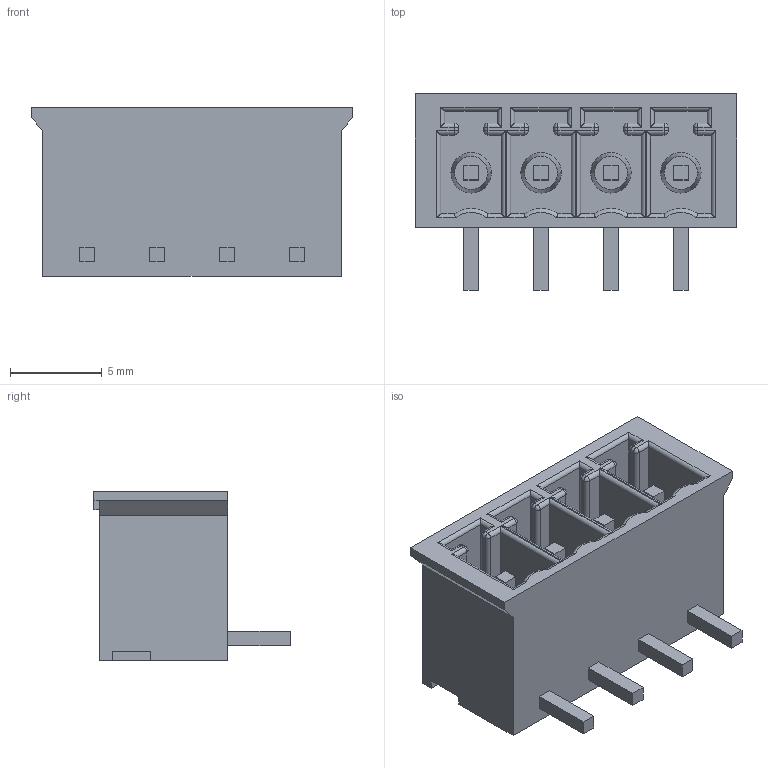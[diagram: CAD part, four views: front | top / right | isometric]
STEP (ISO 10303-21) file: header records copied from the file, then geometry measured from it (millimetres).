
FILE_DESCRIPTION((''),'2;1');
FILE_NAME('C-284513-4','2008-10-25T',('workeradm'),('Tyco Electronics Corporation'),'PRO/ENGINEER BY PARAMETRIC TECHNOLOGY CORPORATION, 2005450','PRO/ENGINEER BY PARAMETRIC TECHNOLOGY CORPORATION, 2005450','');
FILE_SCHEMA(('CONFIG_CONTROL_DESIGN', 'GEOMETRIC_VALIDATION_PROPERTIES_MIM'));
Length unit declared in the file: millimetre
Products named in the file (1): C-284513-4
Bounding box: 17.53 x 10.7 x 9.2 mm (x, y, z)
Volume: 619 mm3; surface area: 1374.9 mm2
Topology: 1 solids, 1 shells, 300 faces, 716 edges, 434 vertices
Faces by surface type: plane 156, cylinder 108, sphere 24, cone 8, torus 4
Entity records: 8957 total; most frequent: CARTESIAN_POINT 1939, ORIENTED_EDGE 1432, DIRECTION 1392, EDGE_CURVE 716, VECTOR 528, LINE 528, VERTEX_POINT 434, AXIS2_PLACEMENT_3D 432
